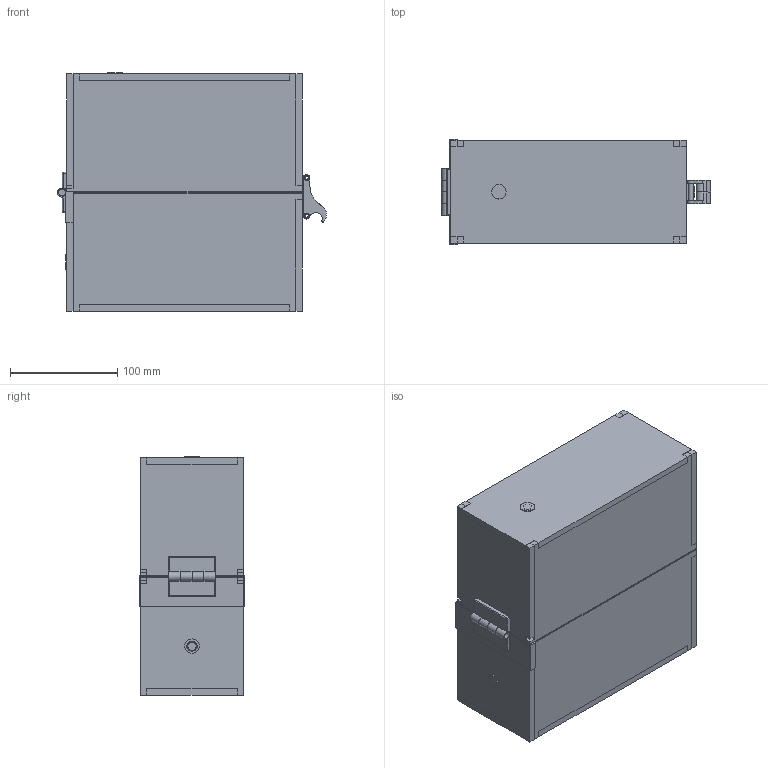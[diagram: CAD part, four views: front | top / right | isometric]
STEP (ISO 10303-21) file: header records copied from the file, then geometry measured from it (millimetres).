
FILE_DESCRIPTION(/* description */ (''),/* implementation_level */ '2;1');
FILE_NAME(/* name */ 'Spool Holder Universal_v24.step',/* time_stamp */ '2020-09-23T17:58:28-07:00',/* author */ (''),/* organization */ (''),/* preprocessor_version */ 'ST-DEVELOPER v18.1',/* originating_system */ 'Autodesk Translation Framework v9.3.0.1241',/* authorisation */ '');
FILE_SCHEMA (('AUTOMOTIVE_DESIGN { 1 0 10303 214 3 1 1 }'));
Length unit declared in the file: millimetre
Products named in the file (37): Spool Holder Universal; Spool; Panel Bottom Side; Panel Bottom Front; Panel Bottom; Latch Top; Latch Bottom; Latch Arm A; Latch Arm B; Latch Axis Small; Latch Axis Large; Panel Bottom Side (1); Panel Bottom Rear; Panel Top Side; Panel Top Front; Panel Top; Panel Top Side (1); Panel Top Rear; Latch Arm A (1); Latch Arm B (1); Seal Bottom Front; Seal Top Front; Plug; Hinge; Hinge Jig; Spool Holder; Bearing; Spool Axis; Spool Axis 2; Spool Axis Shell; Spool Axis Shell(Mirror); Spool Axis(Mirror); Spool Holder(Mirror); Bearing(Mirror); Spool Axis 2(Mirror); Spool Axis Shell(Mirror) (1); Spool Axis Shell(Mirror)(Mirror)
Assembly tree (39 placements, depth 2):
  Spool Holder Universal
    Spool
    Panel Bottom Side
    Panel Bottom Front
    Panel Bottom
    Latch Top
    Latch Bottom
    Latch Arm A
    Latch Arm B
    Latch Axis Small
    Latch Axis Large  x2
    Panel Bottom Side (1)
    Panel Bottom Rear
    Panel Top Side
    Panel Top Front
    Panel Top
    Panel Top Side (1)
    Panel Top Rear
    Latch Arm A (1)
    Latch Arm B (1)
    Seal Bottom Front
    Plug  x2
    Seal Top Front
    Hinge  x2
    Hinge Jig
    Spool Holder
    Bearing
    Spool Axis
    Spool Axis 2
    Spool Axis Shell
    Spool Axis Shell(Mirror)
    Spool Axis(Mirror)
    Spool Holder(Mirror)
    Bearing(Mirror)
    Spool Axis 2(Mirror)
    Spool Axis Shell(Mirror) (1)
    Spool Axis Shell(Mirror)(Mirror)
Bounding box: 251.02 x 98.8 x 222.4 mm (x, y, z)
Volume: 1470232.8 mm3; surface area: 618570.8 mm2
Topology: 39 solids, 39 shells, 586 faces, 1395 edges, 912 vertices
Faces by surface type: plane 343, cylinder 165, cone 66, bspline 8, sphere 4
Full cylindrical faces by diameter (mm): 3 x4, 3.1 x3, 4.1 x11, 5.5 x2, 6.5 x2, 6.779 x2, 7.78 x2, 8 x4, 8.17 x4, 9.5 x4, 13.5 x2, 14 x4, 22 x2, 94 x1, 100 x1, 200 x2
Entity records: 20688 total; most frequent: CARTESIAN_POINT 6400, DIRECTION 2799, ORIENTED_EDGE 2648, EDGE_CURVE 1324, AXIS2_PLACEMENT_3D 963, LINE 873, VECTOR 873, VERTEX_POINT 868
